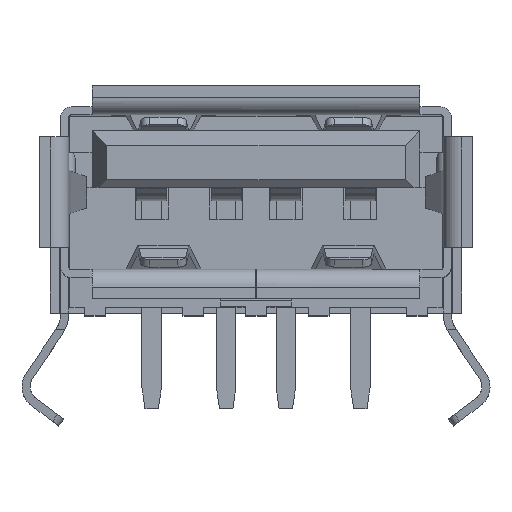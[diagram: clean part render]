
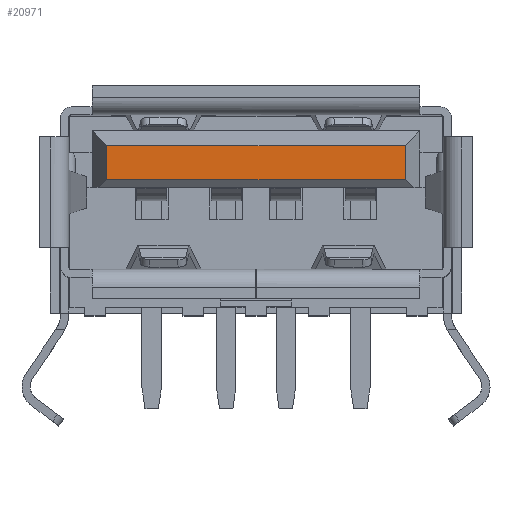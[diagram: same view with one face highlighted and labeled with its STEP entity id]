
A CAD part, top view. The second image highlights one B-rep face of the part: STEP entity #20971.
In plain terms, the highlighted planar face has unit normal (0, 0, 1).
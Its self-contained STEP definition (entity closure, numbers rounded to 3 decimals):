
#609 = DIRECTION ( 'NONE',  ( -1., 0., 0. ) ) ;
#1695 = VERTEX_POINT ( 'NONE', #19062 ) ;
#1786 = VECTOR ( 'NONE', #9311, 1000. ) ;
#4609 = DIRECTION ( 'NONE',  ( -1., 0., 0. ) ) ;
#4927 = CARTESIAN_POINT ( 'NONE',  ( 5., -0.95, 0. ) ) ;
#5861 = ORIENTED_EDGE ( 'NONE', *, *, #20409, .T. ) ;
#6332 = ORIENTED_EDGE ( 'NONE', *, *, #14482, .F. ) ;
#6684 = FACE_OUTER_BOUND ( 'NONE', #8065, .T. ) ;
#6965 = DIRECTION ( 'NONE',  ( 0., 0., -1. ) ) ;
#7089 = CARTESIAN_POINT ( 'NONE',  ( 5.5, -0.7, 0. ) ) ;
#8065 = EDGE_LOOP ( 'NONE', ( #5861, #25081, #29016, #6332 ) ) ;
#9056 = EDGE_CURVE ( 'NONE', #20647, #9682, #27328, .T. ) ;
#9311 = DIRECTION ( 'NONE',  ( 0., 1., 0. ) ) ;
#9682 = VERTEX_POINT ( 'NONE', #21578 ) ;
#10010 = VECTOR ( 'NONE', #609, 1000. ) ;
#11815 = CARTESIAN_POINT ( 'NONE',  ( -5., -0.95, 0. ) ) ;
#11904 = CARTESIAN_POINT ( 'NONE',  ( -5., -0.7, 0. ) ) ;
#11941 = LINE ( 'NONE', #7089, #13395 ) ;
#13153 = VECTOR ( 'NONE', #26957, 1000. ) ;
#13395 = VECTOR ( 'NONE', #16327, 1000. ) ;
#13678 = CARTESIAN_POINT ( 'NONE',  ( 5.5, 0.45, 0. ) ) ;
#14482 = EDGE_CURVE ( 'NONE', #1695, #14920, #11941, .T. ) ;
#14920 = VERTEX_POINT ( 'NONE', #11904 ) ;
#15635 = PLANE ( 'NONE',  #16907 ) ;
#15940 = LINE ( 'NONE', #4927, #13153 ) ;
#16327 = DIRECTION ( 'NONE',  ( -1., 0., 0. ) ) ;
#16907 = AXIS2_PLACEMENT_3D ( 'NONE', #27062, #6965, #4609 ) ;
#19062 = CARTESIAN_POINT ( 'NONE',  ( 5., -0.7, 0. ) ) ;
#20409 = EDGE_CURVE ( 'NONE', #1695, #20647, #15940, .T. ) ;
#20647 = VERTEX_POINT ( 'NONE', #27435 ) ;
#20971 = ADVANCED_FACE ( 'NONE', ( #6684 ), #15635, .F. ) ;
#21578 = CARTESIAN_POINT ( 'NONE',  ( -5., 0.45, 0. ) ) ;
#23718 = EDGE_CURVE ( 'NONE', #14920, #9682, #25024, .T. ) ;
#25024 = LINE ( 'NONE', #11815, #1786 ) ;
#25081 = ORIENTED_EDGE ( 'NONE', *, *, #9056, .T. ) ;
#26957 = DIRECTION ( 'NONE',  ( 0., 1., 0. ) ) ;
#27062 = CARTESIAN_POINT ( 'NONE',  ( 0., 0., 0. ) ) ;
#27328 = LINE ( 'NONE', #13678, #10010 ) ;
#27435 = CARTESIAN_POINT ( 'NONE',  ( 5., 0.45, 0. ) ) ;
#29016 = ORIENTED_EDGE ( 'NONE', *, *, #23718, .F. ) ;
